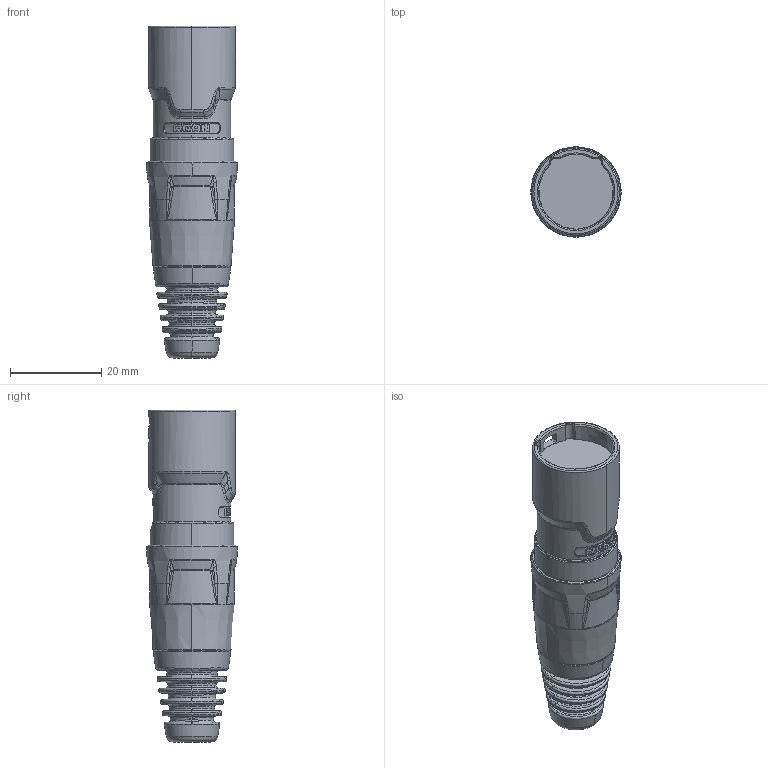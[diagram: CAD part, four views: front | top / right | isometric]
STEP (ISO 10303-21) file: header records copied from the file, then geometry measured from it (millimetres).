
FILE_DESCRIPTION((''),'2;1');
FILE_NAME('30011801','2024-09-09T17:20:18',('wenqing.huang'),(''),'CREO PARAMETRIC BY PTC INC, 2023424','CREO PARAMETRIC BY PTC INC, 2023424','');
FILE_SCHEMA(('AUTOMOTIVE_DESIGN { 1 0 10303 214 1 1 1 1 }'));
Length unit declared in the file: millimetre
Products named in the file (1): 30011801
Bounding box: 19.79 x 19.79 x 72.6 mm (x, y, z)
Volume: 15792.6 mm3; surface area: 5156.7 mm2
Topology: 1 solids, 1 shells, 549 faces, 1462 edges, 934 vertices
Faces by surface type: plane 201, bspline 181, cylinder 67, torus 60, cone 34, extrusion 6
Entity records: 35638 total; most frequent: CARTESIAN_POINT 19426, ORIENTED_EDGE 2914, DIRECTION 1680, EDGE_CURVE 1457, VERTEX_POINT 924, B_SPLINE_CURVE_WITH_KNOTS 827, AXIS2_PLACEMENT_3D 670, FILL_AREA_STYLE_COLOUR 655
